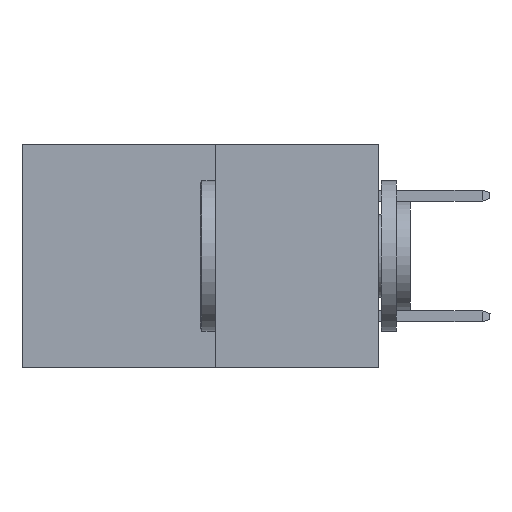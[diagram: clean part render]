
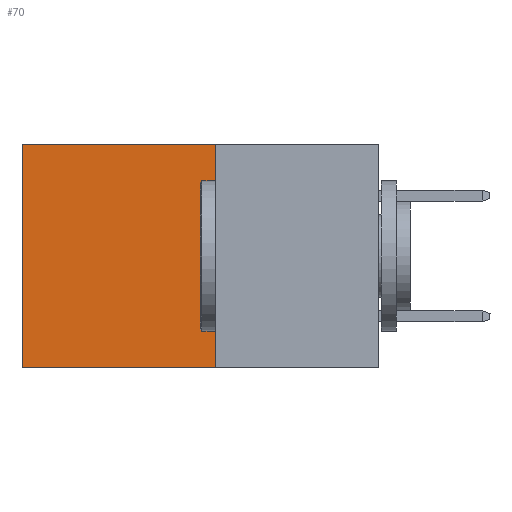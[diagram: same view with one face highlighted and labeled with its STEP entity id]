
A CAD part, left-side view. The second image highlights one B-rep face of the part: STEP entity #70.
In plain terms, the highlighted planar face has unit normal (-1, 0, 0).
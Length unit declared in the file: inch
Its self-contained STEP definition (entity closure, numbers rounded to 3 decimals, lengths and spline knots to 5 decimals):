
#70 = ADVANCED_FACE ( 'NONE', ( #6129 ), #1005, .F. ) ;
#398 = VERTEX_POINT ( 'NONE', #8720 ) ;
#618 = CARTESIAN_POINT ( 'NONE',  ( 0.277, 0.27, 0. ) ) ;
#1005 = PLANE ( 'NONE',  #2576 ) ;
#1383 = VECTOR ( 'NONE', #4289, 39.37008 ) ;
#1952 = DIRECTION ( 'NONE',  ( 1., 0., 0. ) ) ;
#2009 = EDGE_CURVE ( 'NONE', #4236, #398, #11900, .T. ) ;
#2311 = ORIENTED_EDGE ( 'NONE', *, *, #5489, .T. ) ;
#2503 = CARTESIAN_POINT ( 'NONE',  ( 0.277, 0.27, 0. ) ) ;
#2516 = VECTOR ( 'NONE', #9791, 39.37008 ) ;
#2576 = AXIS2_PLACEMENT_3D ( 'NONE', #5378, #1952, #10316 ) ;
#2754 = LINE ( 'NONE', #5197, #12643 ) ;
#4236 = VERTEX_POINT ( 'NONE', #9784 ) ;
#4289 = DIRECTION ( 'NONE',  ( 0., 1., 0. ) ) ;
#4802 = EDGE_CURVE ( 'NONE', #11881, #398, #2754, .T. ) ;
#5182 = DIRECTION ( 'NONE',  ( 0., 0., -1. ) ) ;
#5197 = CARTESIAN_POINT ( 'NONE',  ( 0.277, 0.59, -0.37 ) ) ;
#5378 = CARTESIAN_POINT ( 'NONE',  ( 0.277, 0.27, -0.37 ) ) ;
#5489 = EDGE_CURVE ( 'NONE', #6599, #11881, #9761, .T. ) ;
#5880 = VECTOR ( 'NONE', #8314, 39.37008 ) ;
#6129 = FACE_OUTER_BOUND ( 'NONE', #10955, .T. ) ;
#6599 = VERTEX_POINT ( 'NONE', #618 ) ;
#7462 = CARTESIAN_POINT ( 'NONE',  ( 0.277, 0.27, -0.37 ) ) ;
#7854 = EDGE_CURVE ( 'NONE', #6599, #4236, #11243, .T. ) ;
#8314 = DIRECTION ( 'NONE',  ( 0., 0., -1. ) ) ;
#8720 = CARTESIAN_POINT ( 'NONE',  ( 0.277, 0.59, -0.37 ) ) ;
#9761 = LINE ( 'NONE', #2503, #1383 ) ;
#9784 = CARTESIAN_POINT ( 'NONE',  ( 0.277, 0.27, -0.37 ) ) ;
#9791 = DIRECTION ( 'NONE',  ( 0., 1., 0. ) ) ;
#10196 = CARTESIAN_POINT ( 'NONE',  ( 0.277, 0.27, -0.37 ) ) ;
#10316 = DIRECTION ( 'NONE',  ( 0., 0., -1. ) ) ;
#10371 = ORIENTED_EDGE ( 'NONE', *, *, #7854, .F. ) ;
#10955 = EDGE_LOOP ( 'NONE', ( #11612, #12433, #10371, #2311 ) ) ;
#11243 = LINE ( 'NONE', #10196, #5880 ) ;
#11612 = ORIENTED_EDGE ( 'NONE', *, *, #4802, .T. ) ;
#11881 = VERTEX_POINT ( 'NONE', #12137 ) ;
#11900 = LINE ( 'NONE', #7462, #2516 ) ;
#12137 = CARTESIAN_POINT ( 'NONE',  ( 0.277, 0.59, 0. ) ) ;
#12433 = ORIENTED_EDGE ( 'NONE', *, *, #2009, .F. ) ;
#12643 = VECTOR ( 'NONE', #5182, 39.37008 ) ;
